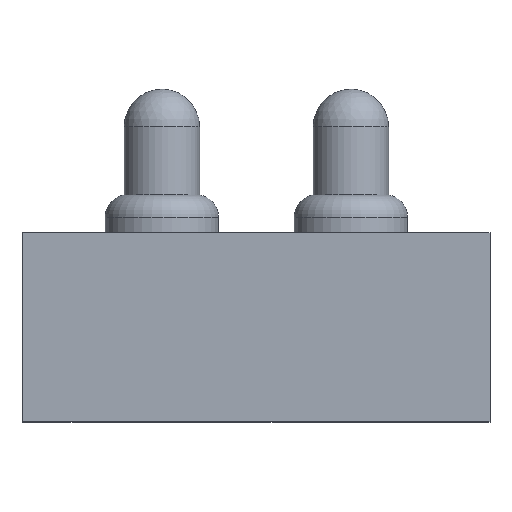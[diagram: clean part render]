
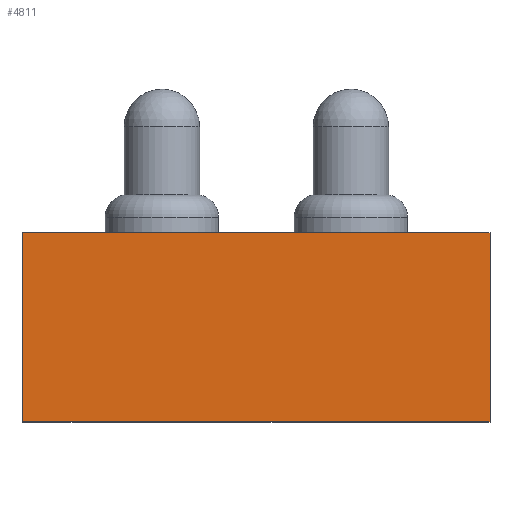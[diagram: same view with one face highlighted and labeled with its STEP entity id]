
A CAD part, top view. The second image highlights one B-rep face of the part: STEP entity #4811.
In plain terms, the highlighted planar face has unit normal (0, 0, 1).
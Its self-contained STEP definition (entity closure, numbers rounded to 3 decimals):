
#468=FACE_OUTER_BOUND('',#744,.T.);
#744=EDGE_LOOP('',(#4272,#4273,#4274,#4275));
#1182=LINE('',#8666,#1649);
#1191=LINE('',#8684,#1658);
#1204=LINE('',#8707,#1671);
#1205=LINE('',#8709,#1672);
#1649=VECTOR('',#5932,10.);
#1658=VECTOR('',#5943,1.);
#1671=VECTOR('',#5960,10.);
#1672=VECTOR('',#5963,1.);
#2272=VERTEX_POINT('',#8663);
#2273=VERTEX_POINT('',#8665);
#2281=VERTEX_POINT('',#8682);
#2289=VERTEX_POINT('',#8705);
#2940=EDGE_CURVE('',#2273,#2272,#1182,.T.);
#2949=EDGE_CURVE('',#2272,#2281,#1191,.T.);
#2962=EDGE_CURVE('',#2281,#2289,#1204,.T.);
#2963=EDGE_CURVE('',#2289,#2273,#1205,.T.);
#4272=ORIENTED_EDGE('',*,*,#2962,.T.);
#4273=ORIENTED_EDGE('',*,*,#2963,.T.);
#4274=ORIENTED_EDGE('',*,*,#2940,.T.);
#4275=ORIENTED_EDGE('',*,*,#2949,.T.);
#4489=PLANE('',#5072);
#4811=ADVANCED_FACE('',(#468),#4489,.T.);
#5072=AXIS2_PLACEMENT_3D('',#8710,#5964,#5965);
#5932=DIRECTION('',(0.,-1.,0.));
#5943=DIRECTION('',(1.,0.,0.));
#5960=DIRECTION('',(0.,1.,0.));
#5963=DIRECTION('',(-1.,0.,0.));
#5964=DIRECTION('center_axis',(0.,0.,1.));
#5965=DIRECTION('ref_axis',(1.,0.,0.));
#8663=CARTESIAN_POINT('',(-3.085,-0.912,2.6));
#8665=CARTESIAN_POINT('',(-3.085,1.588,2.6));
#8666=CARTESIAN_POINT('',(-3.085,0.963,2.6));
#8682=CARTESIAN_POINT('',(3.095,-0.912,2.6));
#8684=CARTESIAN_POINT('',(-2.745,-0.912,2.6));
#8705=CARTESIAN_POINT('',(3.095,1.588,2.6));
#8707=CARTESIAN_POINT('',(3.095,0.963,2.6));
#8709=CARTESIAN_POINT('',(-2.745,1.588,2.6));
#8710=CARTESIAN_POINT('Origin',(0.005,0.338,2.6));
